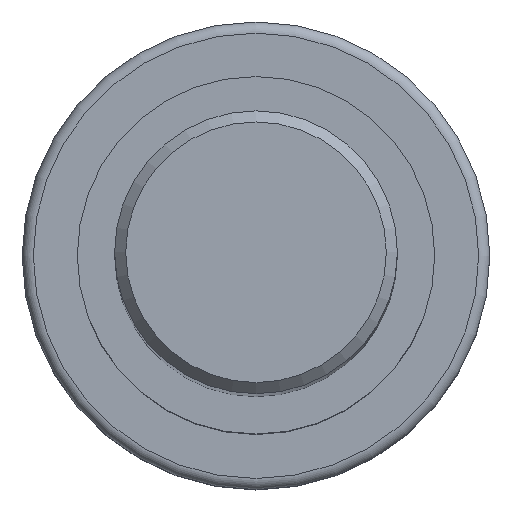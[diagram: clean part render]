
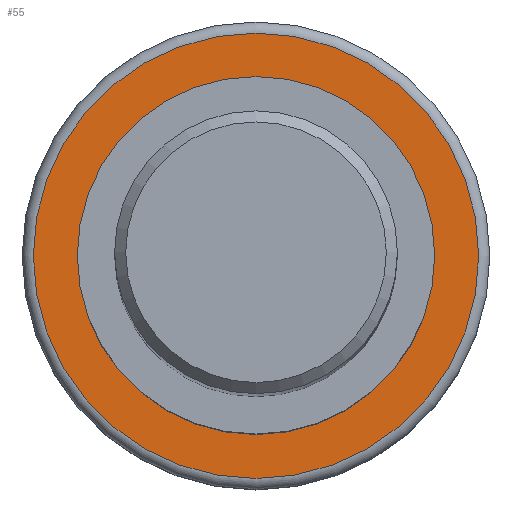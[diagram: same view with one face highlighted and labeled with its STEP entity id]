
A CAD part, top view. The second image highlights one B-rep face of the part: STEP entity #55.
In plain terms, the highlighted planar face has unit normal (0, 0, 1).
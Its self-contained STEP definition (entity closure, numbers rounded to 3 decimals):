
#40=PLANE('',#218);
#55=ADVANCED_FACE('',(#77,#78),#40,.T.);
#77=FACE_BOUND('',#99,.T.);
#78=FACE_BOUND('',#100,.T.);
#99=EDGE_LOOP('',(#121));
#100=EDGE_LOOP('',(#122));
#121=ORIENTED_EDGE('',*,*,#146,.T.);
#122=ORIENTED_EDGE('',*,*,#145,.F.);
#134=VERTEX_POINT('',#312);
#135=VERTEX_POINT('',#315);
#145=EDGE_CURVE('',#134,#134,#156,.T.);
#146=EDGE_CURVE('',#135,#135,#157,.T.);
#156=CIRCLE('',#215,16.05);
#157=CIRCLE('',#217,20.);
#215=AXIS2_PLACEMENT_3D('',#311,#266,#267);
#217=AXIS2_PLACEMENT_3D('',#314,#270,#271);
#218=AXIS2_PLACEMENT_3D('',#316,#272,#273);
#266=DIRECTION('',(0.,0.,1.));
#267=DIRECTION('',(1.,0.,0.));
#270=DIRECTION('',(0.,0.,1.));
#271=DIRECTION('',(1.,0.,0.));
#272=DIRECTION('',(0.,0.,1.));
#273=DIRECTION('',(1.,0.,0.));
#311=CARTESIAN_POINT('',(0.,0.,-183.));
#312=CARTESIAN_POINT('',(16.05,0.,-183.));
#314=CARTESIAN_POINT('',(0.,0.,-183.));
#315=CARTESIAN_POINT('',(20.,0.,-183.));
#316=CARTESIAN_POINT('',(-16.05,0.,-183.));
